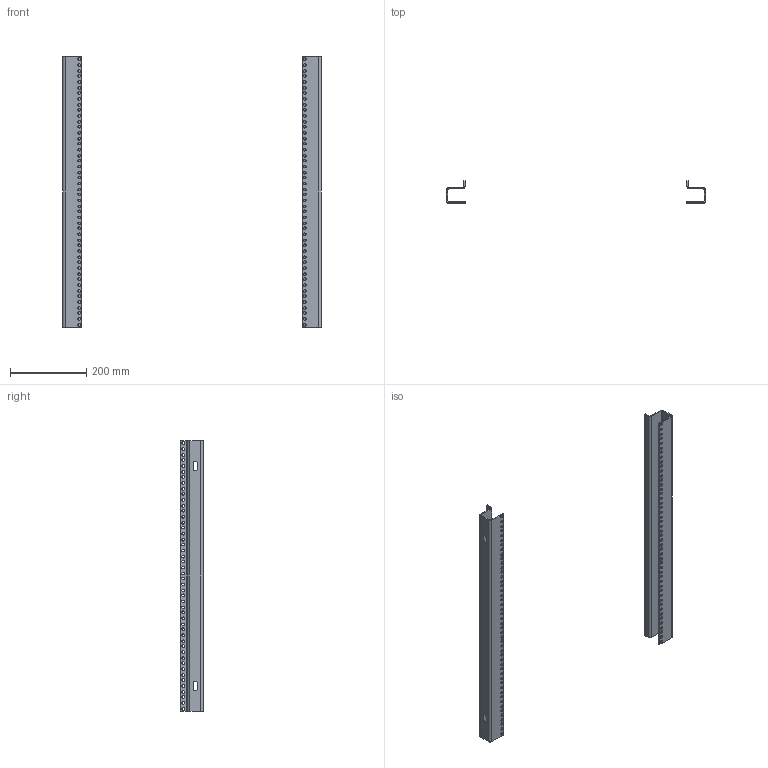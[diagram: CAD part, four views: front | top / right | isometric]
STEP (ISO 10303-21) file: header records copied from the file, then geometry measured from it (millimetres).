
FILE_DESCRIPTION (( 'STEP AP203' ), '1' );
FILE_NAME ('SCE-60RA24WS.step', '2021-02-09T17:37:01', ( 'ADC123' ), ( 'Microsoft' ), 'SwSTEP 2.0', 'SolidWorks 2019', '' );
FILE_SCHEMA (( 'CONFIG_CONTROL_DESIGN' ));
Length unit declared in the file: inch
Products named in the file (1): SCE-60RA24WS
Bounding box: 679.46 x 58.72 x 711.2 mm (x, y, z)
Volume: 625687.6 mm3; surface area: 419461.3 mm2
Topology: 2 solids, 2 shells, 252 faces, 744 edges, 496 vertices
Faces by surface type: cylinder 220, plane 32
Full cylindrical faces by diameter (mm): 7.137 x192
Entity records: 8569 total; most frequent: DIRECTION 1498, CARTESIAN_POINT 1301, ORIENTED_EDGE 1104, EDGE_LOOP 836, AXIS2_PLACEMENT_3D 693, EDGE_CURVE 552, VERTEX_POINT 496, FACE_OUTER_BOUND 444
